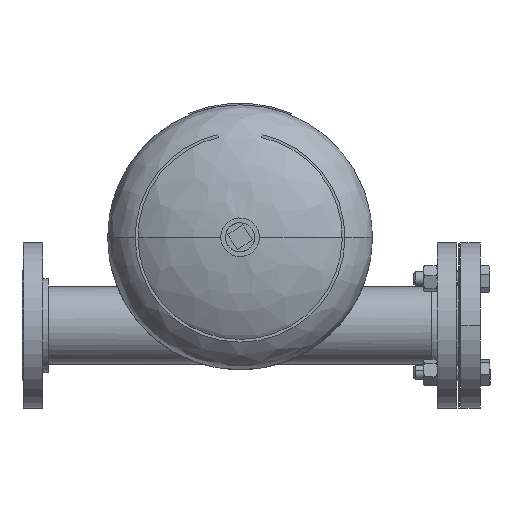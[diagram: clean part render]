
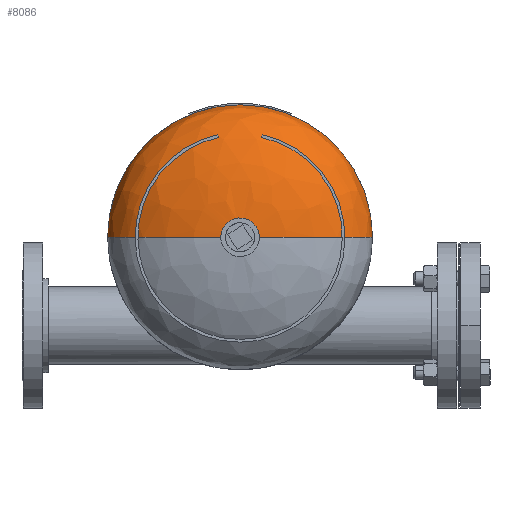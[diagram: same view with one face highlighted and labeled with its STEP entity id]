
A CAD part, front view. The second image highlights one B-rep face of the part: STEP entity #8086.
In plain terms, the highlighted free-form (B-spline) face has degree [3, 3] with [4, 4] control points.
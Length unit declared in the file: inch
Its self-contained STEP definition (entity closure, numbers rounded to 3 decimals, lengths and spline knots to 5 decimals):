
#102 = VERTEX_POINT ( 'NONE', #18033 ) ;
#410 = AXIS2_PLACEMENT_3D ( 'NONE', #4154, #11255, #2632 ) ;
#1367 = CARTESIAN_POINT ( 'NONE',  ( -6., 1.0125, 12. ) ) ;
#2450 = CARTESIAN_POINT ( 'NONE',  ( 0., 1.0125, 0. ) ) ;
#2521 = CARTESIAN_POINT ( 'NONE',  ( 6., 1.0125, 0. ) ) ;
#2632 = DIRECTION ( 'NONE',  ( 0., 0., -1. ) ) ;
#2684 = CARTESIAN_POINT ( 'NONE',  ( 0.75, 4.03808, 0. ) ) ;
#3959 = VERTEX_POINT ( 'NONE', #12062 ) ;
#4043 = CARTESIAN_POINT ( 'NONE',  ( 0.75, 4.03808, 1.5 ) ) ;
#4071 = DIRECTION ( 'NONE',  ( 0., -1., 0. ) ) ;
#4111 = CARTESIAN_POINT ( 'NONE',  ( 0.75, 4.03808, 0. ) ) ;
#4154 = CARTESIAN_POINT ( 'NONE',  ( 0., 4.03808, 0. ) ) ;
#4224 = CARTESIAN_POINT ( 'NONE',  ( -0.75, 4.03808, 0. ) ) ;
#4920 = CARTESIAN_POINT ( 'NONE',  ( -6., 1.0125, 0. ) ) ;
#5039 = ORIENTED_EDGE ( 'NONE', *, *, #7680, .F. ) ;
#5105 = CIRCLE ( 'NONE', #6921, 6. ) ;
#5201 = VERTEX_POINT ( 'NONE', #10912 ) ;
#5572 = CIRCLE ( 'NONE', #14440, 6. ) ;
#5917 = VERTEX_POINT ( 'NONE', #12525 ) ;
#6238 = EDGE_CURVE ( 'NONE', #102, #5917, #5105, .T. ) ;
#6610 = ORIENTED_EDGE ( 'NONE', *, *, #6238, .F. ) ;
#6914 = CARTESIAN_POINT ( 'NONE',  ( -6., 2.62614, 12. ) ) ;
#6921 = AXIS2_PLACEMENT_3D ( 'NONE', #2450, #4071, #8477 ) ;
#7459 = EDGE_LOOP ( 'NONE', ( #10643, #7480, #16484, #6610, #5039, #14820 ) ) ;
#7480 = ORIENTED_EDGE ( 'NONE', *, *, #11047, .T. ) ;
#7680 = EDGE_CURVE ( 'NONE', #9084, #102, #17269, .T. ) ;
#7897 = DIRECTION ( 'NONE',  ( 0., 0., -1. ) ) ;
#8086 = ADVANCED_FACE ( 'NONE', ( #9786 ), #16159, .F. ) ;
#8329 = AXIS2_PLACEMENT_3D ( 'NONE', #10879, #15186, #7897 ) ;
#8355 = CARTESIAN_POINT ( 'NONE',  ( -6., 1.0125, 0. ) ) ;
#8444 = CARTESIAN_POINT ( 'NONE',  ( 3.9, 3.83638, 0. ) ) ;
#8477 = DIRECTION ( 'NONE',  ( 0., 0., -1. ) ) ;
#8582 = EDGE_CURVE ( 'NONE', #5917, #5201, #5572, .T. ) ;
#8636 = CARTESIAN_POINT ( 'NONE',  ( 6., 2.62614, 0. ) ) ;
#8640 = CIRCLE ( 'NONE', #410, 0.75 ) ;
#9084 = VERTEX_POINT ( 'NONE', #4111 ) ;
#9401 = DIRECTION ( 'NONE',  ( 0., 0., -1. ) ) ;
#9786 = FACE_OUTER_BOUND ( 'NONE', #7459, .T. ) ;
#10266 =( BOUNDED_CURVE ( )  B_SPLINE_CURVE ( 3, ( #10667, #15168, #15079, #4920 ),
 .UNSPECIFIED., .F., .F. ) 
 B_SPLINE_CURVE_WITH_KNOTS ( ( 4, 4 ),
 ( 1.69612, 3.14159 ),
 .UNSPECIFIED. ) 
 CURVE ( )  GEOMETRIC_REPRESENTATION_ITEM ( )  RATIONAL_B_SPLINE_CURVE ( ( 1., 0.833, 0.833, 1. ) ) 
 REPRESENTATION_ITEM ( '' )  );
#10643 = ORIENTED_EDGE ( 'NONE', *, *, #13104, .T. ) ;
#10667 = CARTESIAN_POINT ( 'NONE',  ( -0.75, 4.03808, 0. ) ) ;
#10879 = CARTESIAN_POINT ( 'NONE',  ( 0., 4.03808, 0. ) ) ;
#10912 = CARTESIAN_POINT ( 'NONE',  ( -6., 1.0125, 0. ) ) ;
#11047 = EDGE_CURVE ( 'NONE', #15794, #5201, #10266, .T. ) ;
#11255 = DIRECTION ( 'NONE',  ( 0., -1., 0. ) ) ;
#11332 = CARTESIAN_POINT ( 'NONE',  ( 6., 1.0125, 12. ) ) ;
#12062 = CARTESIAN_POINT ( 'NONE',  ( 0., 4.03808, 0.75 ) ) ;
#12525 = CARTESIAN_POINT ( 'NONE',  ( 0., 1.0125, 6. ) ) ;
#12574 = CARTESIAN_POINT ( 'NONE',  ( 6., 2.62614, 0. ) ) ;
#12660 = CARTESIAN_POINT ( 'NONE',  ( 3.9, 3.83638, 0. ) ) ;
#13104 = EDGE_CURVE ( 'NONE', #3959, #15794, #8640, .T. ) ;
#14106 = CARTESIAN_POINT ( 'NONE',  ( 3.9, 3.83638, 7.8 ) ) ;
#14289 = CARTESIAN_POINT ( 'NONE',  ( -3.9, 3.83638, 0. ) ) ;
#14440 = AXIS2_PLACEMENT_3D ( 'NONE', #16792, #16511, #9401 ) ;
#14820 = ORIENTED_EDGE ( 'NONE', *, *, #15146, .T. ) ;
#15079 = CARTESIAN_POINT ( 'NONE',  ( -6., 2.62614, 0. ) ) ;
#15146 = EDGE_CURVE ( 'NONE', #9084, #3959, #17535, .T. ) ;
#15168 = CARTESIAN_POINT ( 'NONE',  ( -3.9, 3.83638, 0. ) ) ;
#15186 = DIRECTION ( 'NONE',  ( 0., -1., 0. ) ) ;
#15546 = CARTESIAN_POINT ( 'NONE',  ( -3.9, 3.83638, 7.8 ) ) ;
#15794 = VERTEX_POINT ( 'NONE', #17954 ) ;
#16159 =( BOUNDED_SURFACE ( )  B_SPLINE_SURFACE ( 3, 3, ( 
 ( #18622, #4043, #18811, #4224 ),
 ( #8444, #14106, #15546, #14289 ),
 ( #8636, #18525, #6914, #17280 ),
 ( #2521, #11332, #1367, #8355 ) ),
 .UNSPECIFIED., .F., .F., .F. ) 
 B_SPLINE_SURFACE_WITH_KNOTS ( ( 4, 4 ),
 ( 4, 4 ),
 ( 0., 1. ),
 ( 0., 1. ),
 .UNSPECIFIED. ) 
 GEOMETRIC_REPRESENTATION_ITEM ( )  RATIONAL_B_SPLINE_SURFACE ( (
 ( 1., 0.333, 0.333, 1.),
 ( 0.833, 0.278, 0.278, 0.833),
 ( 0.833, 0.278, 0.278, 0.833),
 ( 1., 0.333, 0.333, 1.) ) ) 
 REPRESENTATION_ITEM ( '' )  SURFACE ( )  );
#16484 = ORIENTED_EDGE ( 'NONE', *, *, #8582, .F. ) ;
#16511 = DIRECTION ( 'NONE',  ( 0., -1., 0. ) ) ;
#16792 = CARTESIAN_POINT ( 'NONE',  ( 0., 1.0125, 0. ) ) ;
#17077 = CARTESIAN_POINT ( 'NONE',  ( 6., 1.0125, 0. ) ) ;
#17269 =( BOUNDED_CURVE ( )  B_SPLINE_CURVE ( 3, ( #2684, #12660, #12574, #17077 ),
 .UNSPECIFIED., .F., .F. ) 
 B_SPLINE_CURVE_WITH_KNOTS ( ( 4, 4 ),
 ( 1.69612, 3.14159 ),
 .UNSPECIFIED. ) 
 CURVE ( )  GEOMETRIC_REPRESENTATION_ITEM ( )  RATIONAL_B_SPLINE_CURVE ( ( 1., 0.833, 0.833, 1. ) ) 
 REPRESENTATION_ITEM ( '' )  );
#17280 = CARTESIAN_POINT ( 'NONE',  ( -6., 2.62614, 0. ) ) ;
#17535 = CIRCLE ( 'NONE', #8329, 0.75 ) ;
#17954 = CARTESIAN_POINT ( 'NONE',  ( -0.75, 4.03808, 0. ) ) ;
#18033 = CARTESIAN_POINT ( 'NONE',  ( 6., 1.0125, 0. ) ) ;
#18525 = CARTESIAN_POINT ( 'NONE',  ( 6., 2.62614, 12. ) ) ;
#18622 = CARTESIAN_POINT ( 'NONE',  ( 0.75, 4.03808, 0. ) ) ;
#18811 = CARTESIAN_POINT ( 'NONE',  ( -0.75, 4.03808, 1.5 ) ) ;
